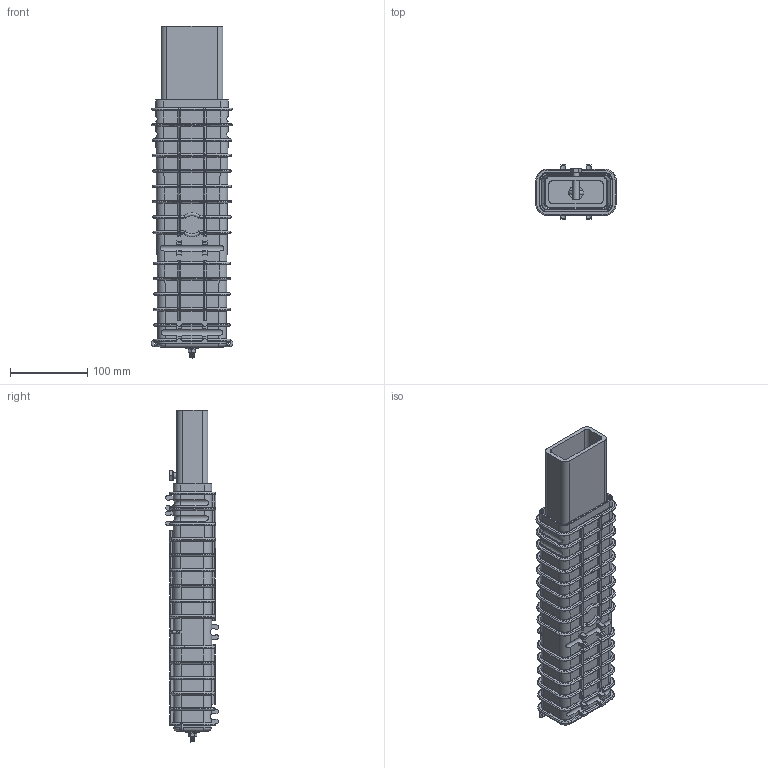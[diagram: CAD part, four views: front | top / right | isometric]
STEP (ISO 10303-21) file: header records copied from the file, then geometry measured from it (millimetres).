
FILE_DESCRIPTION(/* description */ (''),/* implementation_level */ '2;1');
FILE_NAME(/* name */ 'TSS 60 p complete.stp',/* time_stamp */ '2021-03-24T08:56:45+01:00',/* author */ ('Bruker'),/* organization */ (''),/* preprocessor_version */ 'ST-DEVELOPER v18.1',/* originating_system */ 'Autodesk Inventor 2021',/* authorisation */ '');
FILE_SCHEMA (('AUTOMOTIVE_DESIGN { 1 0 10303 214 3 1 1 }'));
Products named in the file (8): TSS 60 p complete; TSS 60 P Outer tube REV 4; Sticker Top TSS 60 p; EN 10210-2 - 80 x 40 x 5 - 300; DIN 934 - M6; DIN 9021 - 6,4; Eye bolt 0131301; DIN 960 - M8 x 1 x 35
Assembly tree (8 placements, depth 2):
  TSS 60 p complete
    TSS 60 P Outer tube REV 4
    Sticker Top TSS 60 p
    EN 10210-2 - 80 x 40 x 5 - 300
    DIN 934 - M6
    DIN 9021 - 6,4  x2
    Eye bolt 0131301
    DIN 960 - M8 x 1 x 35
Bounding box: 105.19 x 69.63 x 428.93 mm (x, y, z)
Volume: 650447.2 mm3; surface area: 352425.4 mm2
Topology: 9 solids, 9 shells, 2940 faces, 7365 edges, 4242 vertices
Faces by surface type: cylinder 1050, bspline 845, plane 797, sphere 142, torus 95, cone 11
Full cylindrical faces by diameter (mm): 0.649 x1, 3 x2, 4.917 x1, 5.5 x20, 6.4 x2, 8 x1, 10 x1, 10.5 x4, 11.6 x1, 18 x2
Entity records: 196827 total; most frequent: CARTESIAN_POINT 132872, ORIENTED_EDGE 14230, DIRECTION 12204, EDGE_CURVE 7115, AXIS2_PLACEMENT_3D 4534, VERTEX_POINT 4238, LINE 3136, VECTOR 3136
